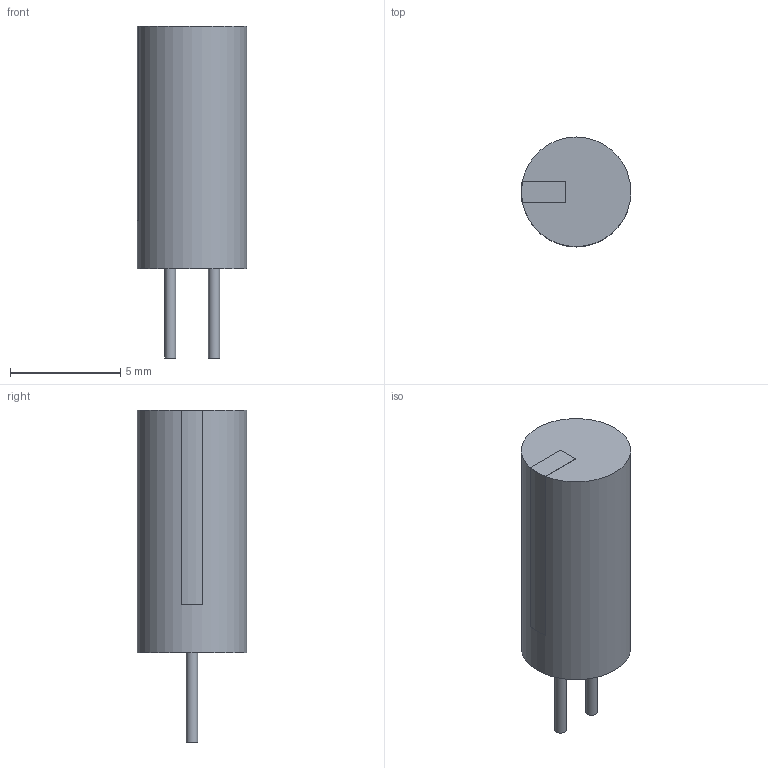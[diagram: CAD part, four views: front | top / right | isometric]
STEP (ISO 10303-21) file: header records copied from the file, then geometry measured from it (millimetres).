
FILE_DESCRIPTION(('FreeCAD Model'),'2;1');
FILE_NAME('Open CASCADE Shape Model','2021-11-27T16:57:46',('Author'),( ''),'Open CASCADE STEP processor 7.5','FreeCAD','Unknown');
FILE_SCHEMA(('AUTOMOTIVE_DESIGN_CC2 { 1 2 10303 214 -1 1 5 4 }'));
Length unit declared in the file: millimetre
Products named in the file (1): part
Bounding box: 4.99 x 4.98 x 15.08 mm (x, y, z)
Volume: 216 mm3; surface area: 246.4 mm2
Topology: 4 solids, 4 shells, 17 faces, 27 edges, 18 vertices
Faces by surface type: plane 12, cylinder 5
Full cylindrical faces by diameter (mm): 0.508 x2, 4.978 x1
Entity records: 905 total; most frequent: CARTESIAN_POINT 144, DIRECTION 120, LINE 58, VECTOR 58, ORIENTED_EDGE 54, PCURVE 54, DEFINITIONAL_REPRESENTATION 54, PRESENTATION_STYLE_ASSIGNMENT 31
